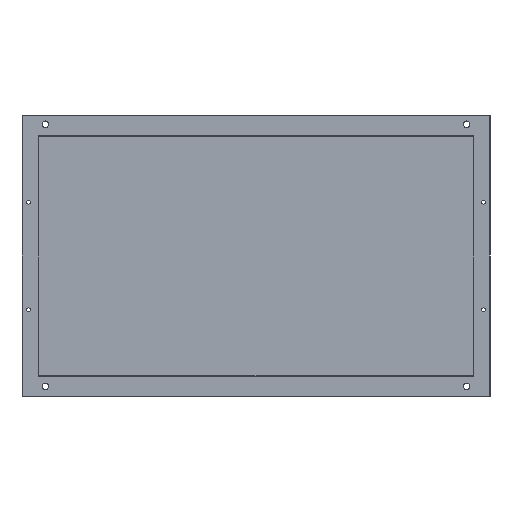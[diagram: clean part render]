
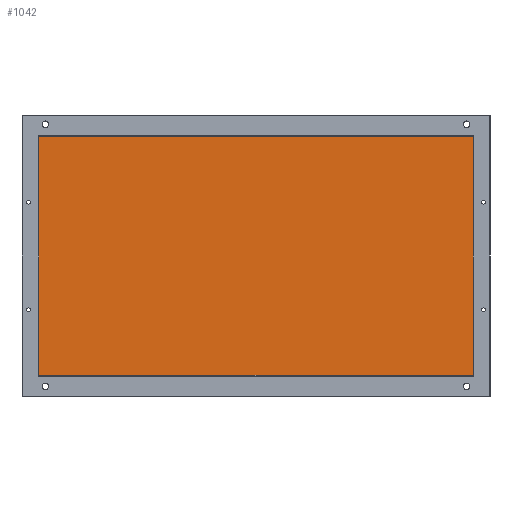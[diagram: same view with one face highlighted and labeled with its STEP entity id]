
A CAD part, front view. The second image highlights one B-rep face of the part: STEP entity #1042.
In plain terms, the highlighted planar face has unit normal (0, -1, 0).
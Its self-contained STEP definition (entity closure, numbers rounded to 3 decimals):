
#82 = FACE_OUTER_BOUND ( 'NONE', #439, .T. ) ;
#99 = VERTEX_POINT ( 'NONE', #1189 ) ;
#208 = EDGE_CURVE ( 'NONE', #1504, #1105, #386, .T. ) ;
#214 = CARTESIAN_POINT ( 'NONE',  ( -464.2, -1.42, 255.2 ) ) ;
#242 = VECTOR ( 'NONE', #1526, 1000. ) ;
#263 = DIRECTION ( 'NONE',  ( 0., 0., -1. ) ) ;
#264 = DIRECTION ( 'NONE',  ( 0., -1., 0. ) ) ;
#265 = CARTESIAN_POINT ( 'NONE',  ( 0., -1.42, 0. ) ) ;
#287 = PLANE ( 'NONE',  #1326 ) ;
#306 = ORIENTED_EDGE ( 'NONE', *, *, #545, .T. ) ;
#386 = LINE ( 'NONE', #1342, #1442 ) ;
#439 = EDGE_LOOP ( 'NONE', ( #877, #717, #693, #306 ) ) ;
#470 = LINE ( 'NONE', #813, #555 ) ;
#502 = EDGE_CURVE ( 'NONE', #99, #598, #507, .T. ) ;
#507 = LINE ( 'NONE', #977, #1487 ) ;
#545 = EDGE_CURVE ( 'NONE', #598, #1504, #470, .T. ) ;
#555 = VECTOR ( 'NONE', #812, 1000. ) ;
#598 = VERTEX_POINT ( 'NONE', #782 ) ;
#693 = ORIENTED_EDGE ( 'NONE', *, *, #502, .T. ) ;
#717 = ORIENTED_EDGE ( 'NONE', *, *, #1463, .T. ) ;
#782 = CARTESIAN_POINT ( 'NONE',  ( 464.2, -1.42, -255.2 ) ) ;
#812 = DIRECTION ( 'NONE',  ( 0., 0., 1. ) ) ;
#813 = CARTESIAN_POINT ( 'NONE',  ( 464.2, -1.42, -254.2 ) ) ;
#877 = ORIENTED_EDGE ( 'NONE', *, *, #208, .T. ) ;
#907 = DIRECTION ( 'NONE',  ( 1., 0., 0. ) ) ;
#977 = CARTESIAN_POINT ( 'NONE',  ( 465.565, -1.42, -255.2 ) ) ;
#1042 = ADVANCED_FACE ( 'NONE', ( #82 ), #287, .T. ) ;
#1082 = CARTESIAN_POINT ( 'NONE',  ( 464.2, -1.42, 255.2 ) ) ;
#1105 = VERTEX_POINT ( 'NONE', #214 ) ;
#1189 = CARTESIAN_POINT ( 'NONE',  ( -464.2, -1.42, -255.2 ) ) ;
#1246 = LINE ( 'NONE', #1409, #242 ) ;
#1326 = AXIS2_PLACEMENT_3D ( 'NONE', #265, #264, #263 ) ;
#1342 = CARTESIAN_POINT ( 'NONE',  ( 465.565, -1.42, 255.2 ) ) ;
#1343 = DIRECTION ( 'NONE',  ( -1., 0., 0. ) ) ;
#1409 = CARTESIAN_POINT ( 'NONE',  ( -464.2, -1.42, -254.2 ) ) ;
#1442 = VECTOR ( 'NONE', #1343, 1000. ) ;
#1463 = EDGE_CURVE ( 'NONE', #1105, #99, #1246, .T. ) ;
#1487 = VECTOR ( 'NONE', #907, 1000. ) ;
#1504 = VERTEX_POINT ( 'NONE', #1082 ) ;
#1526 = DIRECTION ( 'NONE',  ( 0., 0., -1. ) ) ;
